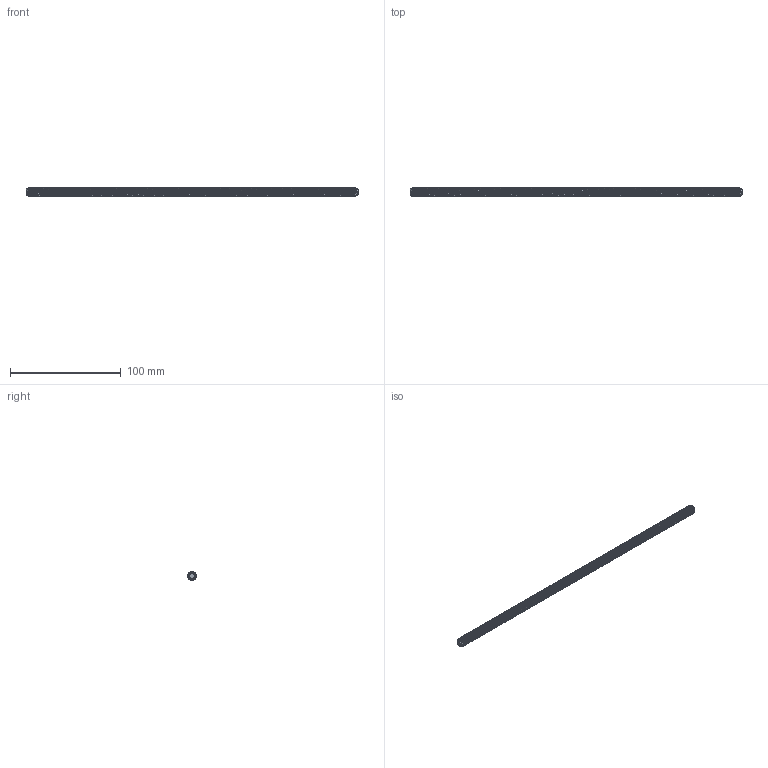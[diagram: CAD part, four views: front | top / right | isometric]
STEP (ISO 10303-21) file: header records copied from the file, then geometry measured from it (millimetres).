
FILE_DESCRIPTION(/* description */ (''),/* implementation_level */ '2;1');
FILE_NAME(/* name */ '8MM METRIC LEAD SCREW 300MM (4.8.8-300MM).stp',/* time_stamp */ '2023-03-01T15:17:09+02:00',/* author */ ('arnold.brand'),/* organization */ (''),/* preprocessor_version */ 'ST-DEVELOPER v19.2',/* originating_system */ 'Autodesk Inventor 2023',/* authorisation */ '');
FILE_SCHEMA (('AUTOMOTIVE_DESIGN { 1 0 10303 214 3 1 1 }'));
Length unit declared in the file: millimetre
Products named in the file (1): 8MM METRIC LEAD SCREW 300MM (4.8.8-300MM)
Bounding box: 300 x 8.01 x 8.01 mm (x, y, z)
Volume: 11239.9 mm3; surface area: 13045.2 mm2
Topology: 1 solids, 1 shells, 323 faces, 960 edges, 639 vertices
Faces by surface type: cylinder 309, bspline 8, cone 4, plane 2
Full cylindrical faces by diameter (mm): 5.5 x44, 8 x91
Entity records: 25258 total; most frequent: CARTESIAN_POINT 17807, ORIENTED_EDGE 1920, DIRECTION 987, EDGE_CURVE 960, VERTEX_POINT 639, B_SPLINE_CURVE_WITH_KNOTS 630, AXIS2_PLACEMENT_3D 341, FACE_OUTER_BOUND 323
